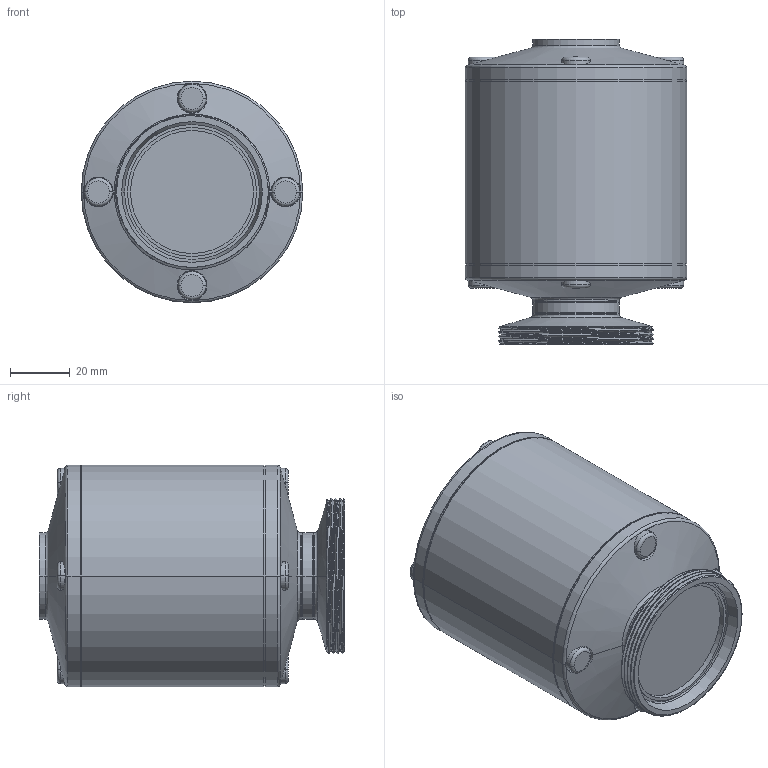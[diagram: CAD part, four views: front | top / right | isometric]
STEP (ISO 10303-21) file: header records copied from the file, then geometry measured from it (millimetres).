
FILE_DESCRIPTION (( 'STEP AP203' ), '1' );
FILE_NAME ('3D-M5091_DN25_174571010.STEP', '2024-09-20T11:09:02', ( '' ), ( '' ), 'SwSTEP 2.0', 'SolidWorks 2024', '' );
FILE_SCHEMA (( 'CONFIG_CONTROL_DESIGN' ));
Length unit declared in the file: millimetre
Products named in the file (1): 3D-M5091_DN25_174571010
Bounding box: 74 x 102 x 74 mm (x, y, z)
Volume: 343690.4 mm3; surface area: 33939.1 mm2
Topology: 1 solids, 1 shells, 140 faces, 299 edges, 177 vertices
Faces by surface type: cylinder 65, torus 26, plane 26, cone 20, bspline 3
Entity records: 5547 total; most frequent: CARTESIAN_POINT 2438, DIRECTION 694, ORIENTED_EDGE 598, AXIS2_PLACEMENT_3D 306, EDGE_CURVE 299, VERTEX_POINT 177, CIRCLE 168, EDGE_LOOP 156
